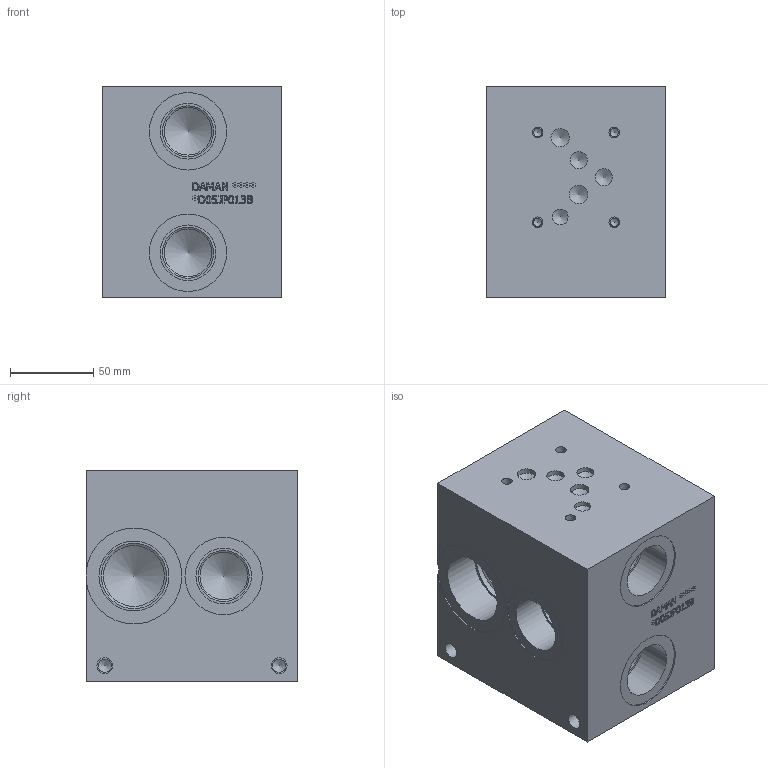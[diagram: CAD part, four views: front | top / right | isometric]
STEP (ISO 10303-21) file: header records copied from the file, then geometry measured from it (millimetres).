
FILE_DESCRIPTION(/* description */ (''),/* implementation_level */ '2;1');
FILE_NAME(/* name */ '_D05JP013B.stp',/* time_stamp */ '2021-07-20T10:41:08-04:00',/* author */ ('anthonyv'),/* organization */ (''),/* preprocessor_version */ 'ST-DEVELOPER v18.1',/* originating_system */ 'Autodesk Inventor 2021',/* authorisation */ '');
FILE_SCHEMA (('AUTOMOTIVE_DESIGN { 1 0 10303 214 3 1 1 }'));
Length unit declared in the file: millimetre
Products named in the file (1): Part_AD05JP013B_3D
Bounding box: 107.95 x 127 x 127 mm (x, y, z)
Volume: 1504431.4 mm3; surface area: 116145.6 mm2
Topology: 1 solids, 1 shells, 421 faces, 1164 edges, 791 vertices
Faces by surface type: plane 251, bspline 100, cylinder 45, cone 25
Full cylindrical faces by diameter (mm): 5.105 x4, 6.35 x4, 7.925 x4, 9.525 x5, 10.312 x2, 11.125 x2, 28.575 x4, 30.632 x4, 33.401 x4, 36.525 x2, 39.294 x2, 42.062 x2, 46.558 x4
Entity records: 14229 total; most frequent: CARTESIAN_POINT 3658, ORIENTED_EDGE 2290, DIRECTION 1755, EDGE_CURVE 1145, VERTEX_POINT 791, LINE 779, VECTOR 779, AXIS2_PLACEMENT_3D 488
